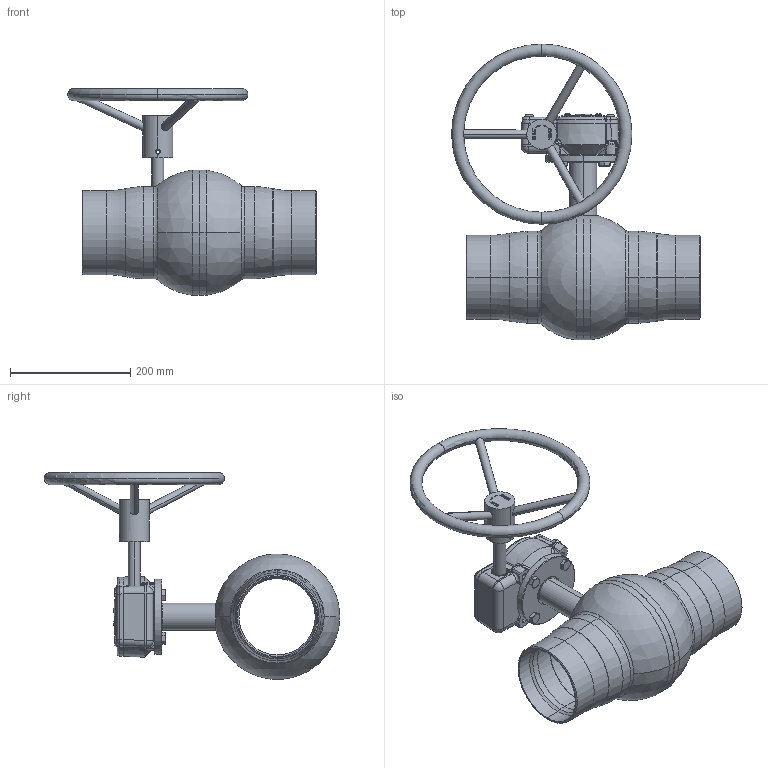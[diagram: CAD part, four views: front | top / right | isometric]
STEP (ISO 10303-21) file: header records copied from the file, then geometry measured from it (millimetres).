
FILE_DESCRIPTION (( 'STEP AP214' ), '1' );
FILE_NAME ('8600225125 480.step', '2025-05-29T08:16:13', ( '' ), ( '' ), 'SwSTEP 2.0', 'SolidWorks 2023', '' );
FILE_SCHEMA (( 'AUTOMOTIVE_DESIGN' ));
Length unit declared in the file: millimetre
Products named in the file (1): 8600225125 480
Bounding box: 413.77 x 492.22 x 344.41 mm (x, y, z)
Surface area: 496798.8 mm2 (no closed solid volume)
Topology: 0 solids, 18 shells, 641 faces, 1774 edges, 1144 vertices
Faces by surface type: plane 236, bspline 114, cone 112, cylinder 110, torus 48, sphere 21
Entity records: 35207 total; most frequent: CARTESIAN_POINT 20201, ORIENTED_EDGE 3163, DIRECTION 2852, EDGE_CURVE 1773, VERTEX_POINT 1144, AXIS2_PLACEMENT_3D 1088, EDGE_LOOP 712, LINE 676
